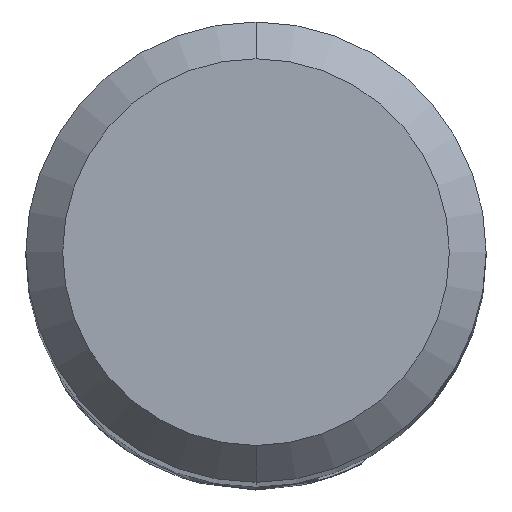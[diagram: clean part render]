
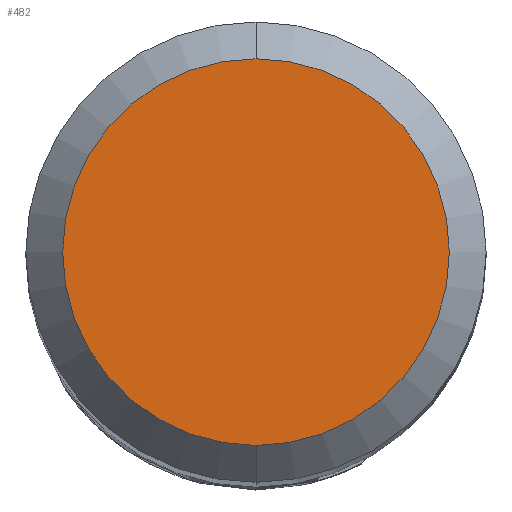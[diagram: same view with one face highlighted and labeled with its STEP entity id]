
A CAD part, top view. The second image highlights one B-rep face of the part: STEP entity #482.
In plain terms, the highlighted planar face has unit normal (0, 0, 1).
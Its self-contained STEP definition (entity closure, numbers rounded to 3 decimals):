
#414=EDGE_CURVE('',#844,#816,#1138,.T.);
#482=ADVANCED_FACE('',(#1211),#1212,.T.);
#796=EDGE_CURVE('',#816,#844,#1551,.T.);
#816=VERTEX_POINT('',#1572);
#844=VERTEX_POINT('',#1601);
#1138=CIRCLE('',#2270,2.1);
#1211=FACE_OUTER_BOUND('',#2769,.T.);
#1212=PLANE('',#2770);
#1551=CIRCLE('',#4444,2.1);
#1572=CARTESIAN_POINT('',(0.,-2.1,0.0));
#1601=CARTESIAN_POINT('',(0.0,2.1,0.0));
#2270=AXIS2_PLACEMENT_3D('',#6623,#6624,#6625);
#2769=EDGE_LOOP('',(#6724,#6725));
#2770=AXIS2_PLACEMENT_3D('',#6726,#6727,#6728);
#4444=AXIS2_PLACEMENT_3D('',#7053,#7054,#7055);
#6623=CARTESIAN_POINT('',(0.0,0.0,0.0));
#6624=DIRECTION('',(0.0,0.0,-1.0));
#6625=DIRECTION('',(0.0,1.0,0.0));
#6724=ORIENTED_EDGE('',*,*,#414,.F.);
#6725=ORIENTED_EDGE('',*,*,#796,.F.);
#6726=CARTESIAN_POINT('',(0.0,1.05,0.0));
#6727=DIRECTION('',(-0.0,0.0,1.0));
#6728=DIRECTION('',(0.0,-1.0,0.0));
#7053=CARTESIAN_POINT('',(0.0,0.0,0.0));
#7054=DIRECTION('',(0.0,0.0,-1.0));
#7055=DIRECTION('',(0.0,1.0,0.0));
